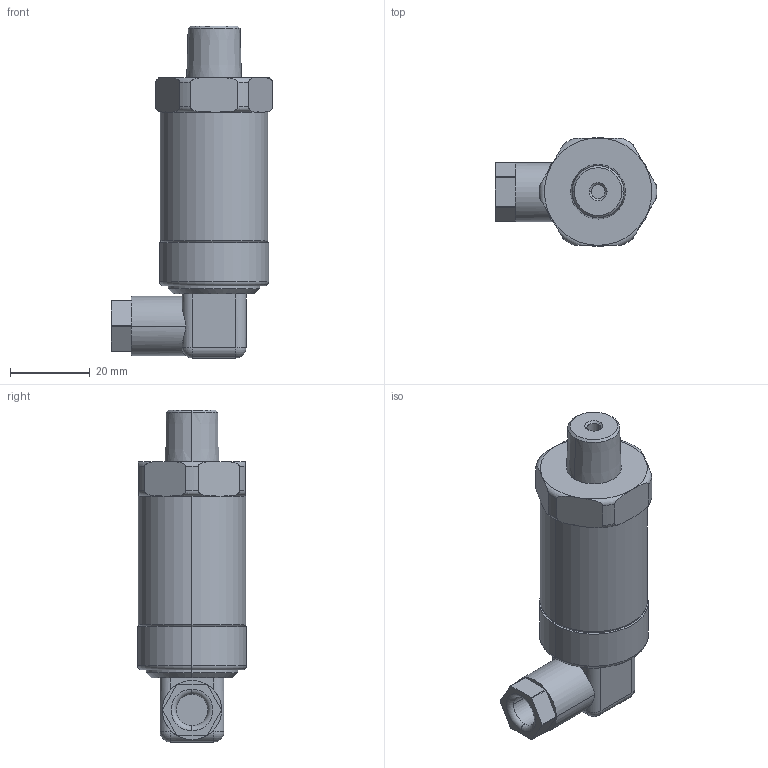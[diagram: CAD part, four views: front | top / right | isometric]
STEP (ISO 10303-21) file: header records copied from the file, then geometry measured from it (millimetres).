
FILE_DESCRIPTION((''),'2;1');
FILE_NAME('PMP410 (1-4 NPT thread).stp','2011-02-04T15:23:04',(''),(''),'Mechanical Desktop 2008','Mechanical Desktop 2008',', , ');
FILE_SCHEMA(('CONFIG_CONTROL_DESIGN'));
Length unit declared in the file: inch
Products named in the file (2): PMP410 (1-4 NPT THREAD); ~PART1
Assembly tree (1 placements, depth 2):
  PMP410 (1-4 NPT THREAD)
    ~PART1
Bounding box: 40.53 x 27.33 x 83.31 mm (x, y, z)
Volume: 38450.3 mm3; surface area: 8858 mm2
Topology: 1 solids, 1 shells, 92 faces, 226 edges, 137 vertices
Faces by surface type: plane 36, cylinder 26, torus 18, cone 8, sphere 4
Entity records: 3311 total; most frequent: CARTESIAN_POINT 1027, DIRECTION 487, ORIENTED_EDGE 444, EDGE_CURVE 222, AXIS2_PLACEMENT_3D 204, VERTEX_POINT 137, CIRCLE 110, EDGE_LOOP 97
